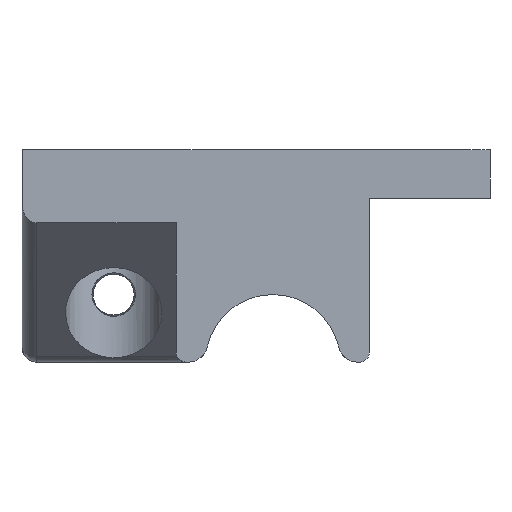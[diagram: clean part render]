
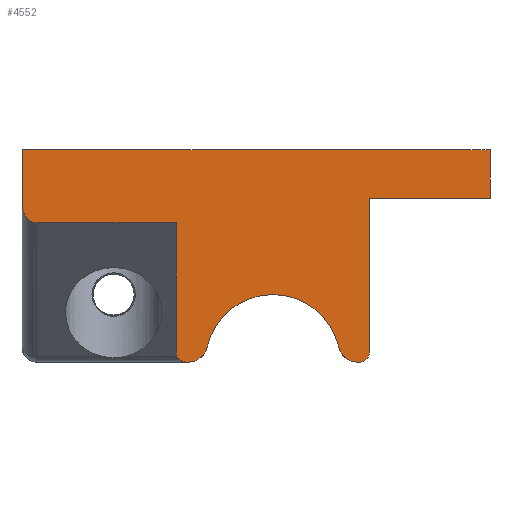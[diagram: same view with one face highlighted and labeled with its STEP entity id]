
A CAD part, front view. The second image highlights one B-rep face of the part: STEP entity #4552.
In plain terms, the highlighted planar face has unit normal (0, -1, 0).
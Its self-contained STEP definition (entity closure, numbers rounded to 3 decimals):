
#212=DIRECTION('',(1.,0.,0.));
#213=VECTOR('',#212,12.5);
#214=CARTESIAN_POINT('',(10.,-105.,17.));
#215=LINE('',#214,#213);
#297=DIRECTION('',(-1.,0.,0.));
#298=VECTOR('',#297,14.5);
#299=CARTESIAN_POINT('',(-10.,-105.,14.454));
#300=LINE('',#299,#298);
#1321=DIRECTION('',(0.,0.,-1.));
#1322=VECTOR('',#1321,13.454);
#1323=CARTESIAN_POINT('',(-10.,-105.,14.454));
#1324=LINE('',#1323,#1322);
#1349=CARTESIAN_POINT('',(-26.,-105.,16.505));
#1350=CARTESIAN_POINT('',(-26.,-105.,16.209));
#1351=CARTESIAN_POINT('',(-25.914,-105.,15.703));
#1352=CARTESIAN_POINT('',(-25.632,-105.,15.098));
#1353=CARTESIAN_POINT('',(-25.276,-105.,14.714));
#1354=CARTESIAN_POINT('',(-24.89,-105.,14.508));
#1355=CARTESIAN_POINT('',(-24.648,-105.,14.454));
#1356=CARTESIAN_POINT('',(-24.5,-105.,14.454));
#1358=DIRECTION('',(1.,0.,0.));
#1359=VECTOR('',#1358,48.5);
#1360=CARTESIAN_POINT('',(-26.,-105.,22.));
#1361=LINE('',#1360,#1359);
#1362=DIRECTION('',(0.,0.,-1.));
#1363=VECTOR('',#1362,16.);
#1364=CARTESIAN_POINT('',(10.,-105.,17.));
#1365=LINE('',#1364,#1363);
#1366=CARTESIAN_POINT('',(9.,-105.,1.));
#1367=DIRECTION('',(0.,-1.,0.));
#1368=DIRECTION('',(0.,0.,-1.));
#1369=AXIS2_PLACEMENT_3D('',#1366,#1367,#1368);
#1371=DIRECTION('',(-1.,0.,0.));
#1372=VECTOR('',#1371,0.225);
#1373=CARTESIAN_POINT('',(9.,-105.,0.));
#1374=LINE('',#1373,#1372);
#1375=CARTESIAN_POINT('',(8.775,-105.,2.));
#1376=DIRECTION('',(0.,-1.,0.));
#1377=DIRECTION('',(-0.975,0.,-0.222));
#1378=AXIS2_PLACEMENT_3D('',#1375,#1376,#1377);
#1380=CARTESIAN_POINT('',(0.,-105.,0.));
#1381=DIRECTION('',(0.,-1.,0.));
#1382=DIRECTION('',(0.975,0.,0.222));
#1383=AXIS2_PLACEMENT_3D('',#1380,#1381,#1382);
#1385=CARTESIAN_POINT('',(-8.775,-105.,2.));
#1386=DIRECTION('',(0.,-1.,0.));
#1387=DIRECTION('',(0.,0.,-1.));
#1388=AXIS2_PLACEMENT_3D('',#1385,#1386,#1387);
#1390=DIRECTION('',(-1.,0.,0.));
#1391=VECTOR('',#1390,0.225);
#1392=CARTESIAN_POINT('',(-8.775,-105.,0.));
#1393=LINE('',#1392,#1391);
#1394=CARTESIAN_POINT('',(-9.,-105.,1.));
#1395=DIRECTION('',(0.,-1.,0.));
#1396=DIRECTION('',(-1.,0.,0.));
#1397=AXIS2_PLACEMENT_3D('',#1394,#1395,#1396);
#1413=DIRECTION('',(0.,0.,-1.));
#1414=VECTOR('',#1413,5.495);
#1415=CARTESIAN_POINT('',(-26.,-105.,22.));
#1416=LINE('',#1415,#1414);
#2172=DIRECTION('',(0.,0.,-1.));
#2173=VECTOR('',#2172,5.);
#2174=CARTESIAN_POINT('',(22.5,-105.,22.));
#2175=LINE('',#2174,#2173);
#2239=CARTESIAN_POINT('',(22.5,-105.,22.));
#2240=CARTESIAN_POINT('',(22.5,-105.,17.));
#2241=VERTEX_POINT('',#2239);
#2242=VERTEX_POINT('',#2240);
#2243=CARTESIAN_POINT('',(10.,-105.,17.));
#2244=VERTEX_POINT('',#2243);
#2257=CARTESIAN_POINT('',(-26.,-105.,22.));
#2258=VERTEX_POINT('',#2257);
#2307=CARTESIAN_POINT('',(6.825,-105.,1.556));
#2308=CARTESIAN_POINT('',(8.775,-105.,0.));
#2309=VERTEX_POINT('',#2307);
#2310=VERTEX_POINT('',#2308);
#2335=CARTESIAN_POINT('',(-8.775,-105.,0.));
#2336=CARTESIAN_POINT('',(-6.825,-105.,1.556));
#2337=VERTEX_POINT('',#2335);
#2338=VERTEX_POINT('',#2336);
#2363=CARTESIAN_POINT('',(9.,-105.,0.));
#2364=CARTESIAN_POINT('',(10.,-105.,1.));
#2365=VERTEX_POINT('',#2363);
#2366=VERTEX_POINT('',#2364);
#2391=CARTESIAN_POINT('',(-10.,-105.,1.));
#2392=CARTESIAN_POINT('',(-9.,-105.,0.));
#2393=VERTEX_POINT('',#2391);
#2394=VERTEX_POINT('',#2392);
#2404=CARTESIAN_POINT('',(-10.,-105.,14.454));
#2406=VERTEX_POINT('',#2404);
#2596=VERTEX_POINT('',#1349);
#2597=VERTEX_POINT('',#1356);
#4522=CARTESIAN_POINT('',(0.,-105.,0.));
#4523=DIRECTION('',(0.,1.,0.));
#4524=DIRECTION('',(1.,0.,0.));
#4525=AXIS2_PLACEMENT_3D('',#4522,#4523,#4524);
#4526=PLANE('',#4525);
#4528=ORIENTED_EDGE('',*,*,#4527,.F.);
#4530=ORIENTED_EDGE('',*,*,#4529,.F.);
#4531=ORIENTED_EDGE('',*,*,#2955,.T.);
#4533=ORIENTED_EDGE('',*,*,#4532,.T.);
#4534=ORIENTED_EDGE('',*,*,#2911,.F.);
#4535=ORIENTED_EDGE('',*,*,#2795,.T.);
#4537=ORIENTED_EDGE('',*,*,#4536,.F.);
#4539=ORIENTED_EDGE('',*,*,#4538,.T.);
#4541=ORIENTED_EDGE('',*,*,#4540,.F.);
#4543=ORIENTED_EDGE('',*,*,#4542,.T.);
#4545=ORIENTED_EDGE('',*,*,#4544,.F.);
#4546=ORIENTED_EDGE('',*,*,#4376,.T.);
#4547=ORIENTED_EDGE('',*,*,#4464,.F.);
#4548=ORIENTED_EDGE('',*,*,#4483,.F.);
#4549=ORIENTED_EDGE('',*,*,#3041,.T.);
#4550=EDGE_LOOP('',(#4528,#4530,#4531,#4533,#4534,#4535,#4537,#4539,#4541,#4543,
#4545,#4546,#4547,#4548,#4549));
#4551=FACE_OUTER_BOUND('',#4550,.F.);
#4552=ADVANCED_FACE('',(#4551),#4526,.F.);
#1357=B_SPLINE_CURVE_WITH_KNOTS('',3,(#1349,#1350,#1351,#1352,#1353,#1354,#1355,
#1356),.UNSPECIFIED.,.F.,.F.,(4,1,1,1,1,4),(0.,0.25,0.5,0.75,0.875,
1.),.UNSPECIFIED.);
#1370=CIRCLE('',#1369,1.);
#1379=CIRCLE('',#1378,2.);
#1384=CIRCLE('',#1383,7.);
#1389=CIRCLE('',#1388,2.);
#1398=CIRCLE('',#1397,1.);
#2795=EDGE_CURVE('',#2244,#2366,#1365,.T.);
#2911=EDGE_CURVE('',#2244,#2242,#215,.T.);
#2955=EDGE_CURVE('',#2258,#2241,#1361,.T.);
#3041=EDGE_CURVE('',#2406,#2597,#300,.T.);
#4376=EDGE_CURVE('',#2337,#2394,#1393,.T.);
#4464=EDGE_CURVE('',#2393,#2394,#1398,.T.);
#4483=EDGE_CURVE('',#2406,#2393,#1324,.T.);
#4527=EDGE_CURVE('',#2596,#2597,#1357,.T.);
#4529=EDGE_CURVE('',#2258,#2596,#1416,.T.);
#4532=EDGE_CURVE('',#2241,#2242,#2175,.T.);
#4536=EDGE_CURVE('',#2365,#2366,#1370,.T.);
#4538=EDGE_CURVE('',#2365,#2310,#1374,.T.);
#4540=EDGE_CURVE('',#2309,#2310,#1379,.T.);
#4542=EDGE_CURVE('',#2309,#2338,#1384,.T.);
#4544=EDGE_CURVE('',#2337,#2338,#1389,.T.);
